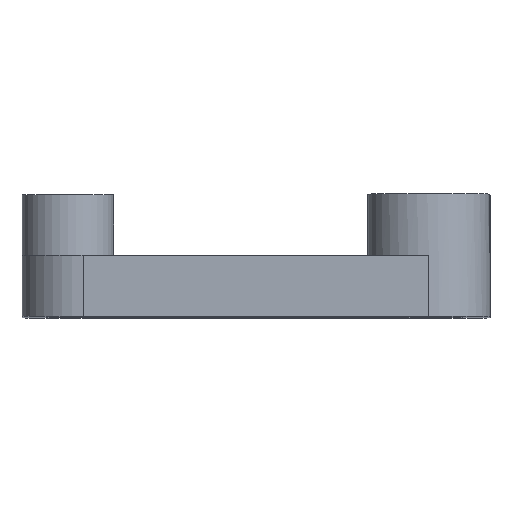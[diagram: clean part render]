
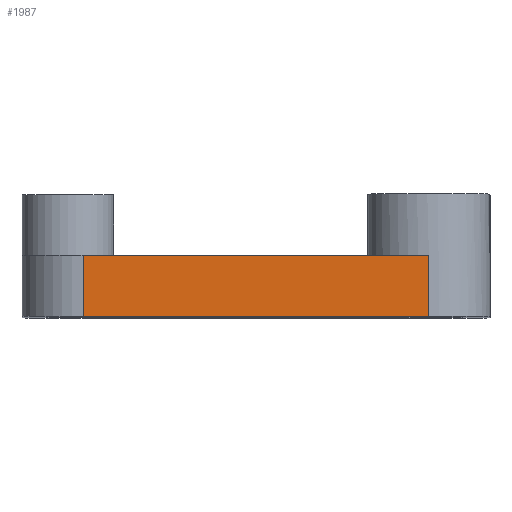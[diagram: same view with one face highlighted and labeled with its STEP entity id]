
A CAD part, top view. The second image highlights one B-rep face of the part: STEP entity #1987.
In plain terms, the highlighted planar face has unit normal (0, 0, 1).
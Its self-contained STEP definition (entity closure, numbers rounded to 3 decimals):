
#75=PLANE('',#2222);
#166=FACE_OUTER_BOUND('',#280,.T.);
#280=EDGE_LOOP('',(#1676,#1677,#1678,#1679));
#442=LINE('',#3337,#596);
#448=LINE('',#3351,#602);
#458=LINE('',#3399,#612);
#463=LINE('',#3416,#617);
#596=VECTOR('',#2722,10.);
#602=VECTOR('',#2734,10.);
#612=VECTOR('',#2784,10.);
#617=VECTOR('',#2805,10.);
#915=VERTEX_POINT('',#3334);
#916=VERTEX_POINT('',#3336);
#921=VERTEX_POINT('',#3350);
#939=VERTEX_POINT('',#3398);
#1179=EDGE_CURVE('',#915,#916,#442,.T.);
#1186=EDGE_CURVE('',#921,#916,#448,.T.);
#1211=EDGE_CURVE('',#939,#921,#458,.T.);
#1221=EDGE_CURVE('',#939,#915,#463,.T.);
#1676=ORIENTED_EDGE('',*,*,#1179,.F.);
#1677=ORIENTED_EDGE('',*,*,#1221,.F.);
#1678=ORIENTED_EDGE('',*,*,#1211,.T.);
#1679=ORIENTED_EDGE('',*,*,#1186,.T.);
#1987=ADVANCED_FACE('',(#166),#75,.T.);
#2222=AXIS2_PLACEMENT_3D('',#3415,#2803,#2804);
#2722=DIRECTION('',(0.,1.,0.));
#2734=DIRECTION('',(-1.,0.,0.));
#2784=DIRECTION('',(0.,1.,0.));
#2803=DIRECTION('center_axis',(0.,0.,1.));
#2804=DIRECTION('ref_axis',(-1.,0.,0.));
#2805=DIRECTION('',(-1.,0.,0.));
#3334=CARTESIAN_POINT('',(-36.022,-5.,19.324));
#3336=CARTESIAN_POINT('',(-36.022,0.,19.324));
#3337=CARTESIAN_POINT('',(-36.022,0.,19.324));
#3350=CARTESIAN_POINT('',(-7.722,0.,19.324));
#3351=CARTESIAN_POINT('',(-2.722,0.,19.324));
#3398=CARTESIAN_POINT('',(-7.722,-5.,19.324));
#3399=CARTESIAN_POINT('',(-7.722,0.,19.324));
#3415=CARTESIAN_POINT('Origin',(-2.722,0.,19.324));
#3416=CARTESIAN_POINT('',(-2.722,-5.,19.324));
